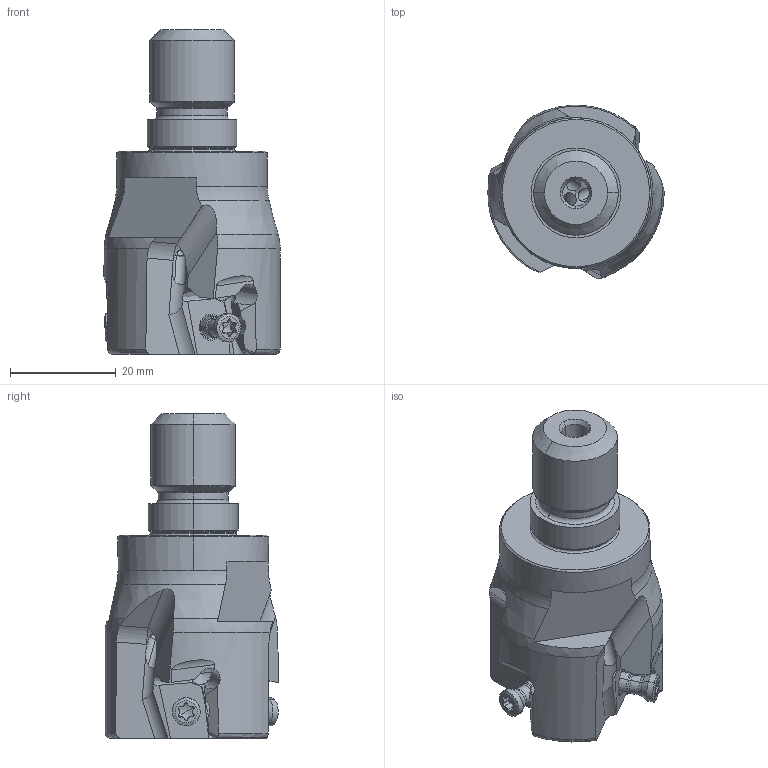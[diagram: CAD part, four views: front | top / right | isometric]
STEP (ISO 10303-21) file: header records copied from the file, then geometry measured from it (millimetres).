
FILE_DESCRIPTION(/* description */ (''),/* implementation_level */ '2;1');
FILE_NAME(/* name */ 'VPX300UR2203AM1640.stp',/* time_stamp */ '2025-08-21T16:00:08+09:00',/* author */ (''),/* organization */ (''),/* preprocessor_version */ 'ST-DEVELOPER v16',/* originating_system */ 'SIEMENS PLM Software NX 10.0',/* authorisation */ '');
FILE_SCHEMA (('AUTOMOTIVE_DESIGN { 1 0 10303 214 3 1 1 1 }'));
Length unit declared in the file: millimetre
Products named in the file (1): VPX300UR2203AM1640_ASM
Bounding box: 33.32 x 32.82 x 61.4 mm (x, y, z)
Volume: 28084.2 mm3; surface area: 8628.6 mm2
Topology: 4 solids, 4 shells, 347 faces, 952 edges, 617 vertices
Faces by surface type: cylinder 146, plane 96, cone 50, torus 34, extrusion 12, sphere 6, bspline 3
Entity records: 14627 total; most frequent: CARTESIAN_POINT 5875, ORIENTED_EDGE 1872, DIRECTION 1750, EDGE_CURVE 936, AXIS2_PLACEMENT_3D 704, VERTEX_POINT 611, EDGE_LOOP 367, ADVANCED_FACE 347
